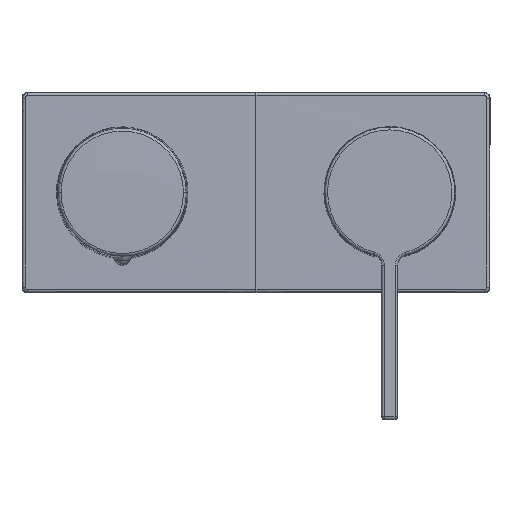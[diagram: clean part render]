
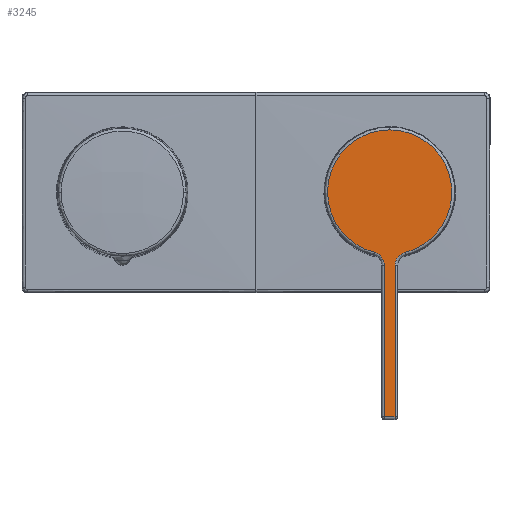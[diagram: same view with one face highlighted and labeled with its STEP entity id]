
A CAD part, top view. The second image highlights one B-rep face of the part: STEP entity #3245.
In plain terms, the highlighted planar face has unit normal (-0.004, 0, 1).
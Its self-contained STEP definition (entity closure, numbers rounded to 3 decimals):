
#62 = ORIENTED_EDGE ( 'NONE', *, *, #1397, .F. ) ;
#109 = CARTESIAN_POINT ( 'NONE',  ( 141.521, -13.322, 97.809 ) ) ;
#142 = EDGE_CURVE ( 'NONE', #3904, #2512, #3361, .T. ) ;
#195 = DIRECTION ( 'NONE',  ( 0., 1., 0. ) ) ;
#208 = CARTESIAN_POINT ( 'NONE',  ( 97.978, -83.984, 97.592 ) ) ;
#222 = CARTESIAN_POINT ( 'NONE',  ( 97.992, -27.303, 97.615 ) ) ;
#244 = DIRECTION ( 'NONE',  ( -1., 0., -0.004 ) ) ;
#419 = AXIS2_PLACEMENT_3D ( 'NONE', #2256, #1077, #3202 ) ;
#427 = CARTESIAN_POINT ( 'NONE',  ( 100.004, 23.316, 97.644 ) ) ;
#438 =( BOUNDED_CURVE ( )  B_SPLINE_CURVE ( 3, ( #3092, #3729, #1003, #1923 ),
 .UNSPECIFIED., .F., .T. ) 
 B_SPLINE_CURVE_WITH_KNOTS ( ( 4, 4 ),
 ( 0., 1. ),
 .UNSPECIFIED. ) 
 CURVE ( )  GEOMETRIC_REPRESENTATION_ITEM ( )  RATIONAL_B_SPLINE_CURVE ( ( 1., 0.86, 0.86, 1. ) ) 
 REPRESENTATION_ITEM ( '' )  );
#615 = VERTEX_POINT ( 'NONE', #222 ) ;
#627 = ORIENTED_EDGE ( 'NONE', *, *, #932, .F. ) ;
#758 = ORIENTED_EDGE ( 'NONE', *, *, #3452, .F. ) ;
#844 = CARTESIAN_POINT ( 'NONE',  ( 105.754, -22.461, 97.65 ) ) ;
#903 = CARTESIAN_POINT ( 'NONE',  ( 97.992, -24.926, 97.616 ) ) ;
#932 = EDGE_CURVE ( 'NONE', #1662, #3878, #1284, .T. ) ;
#1003 = CARTESIAN_POINT ( 'NONE',  ( 101.992, -24.927, 97.633 ) ) ;
#1012 = ORIENTED_EDGE ( 'NONE', *, *, #3522, .F. ) ;
#1023 = CARTESIAN_POINT ( 'NONE',  ( 136.92, 23.306, 97.804 ) ) ;
#1077 = DIRECTION ( 'NONE',  ( 0.004, 0., -1. ) ) ;
#1113 = CARTESIAN_POINT ( 'NONE',  ( 100.004, 23.316, 97.644 ) ) ;
#1119 = CARTESIAN_POINT ( 'NONE',  ( 97.999, 0.066, 97.626 ) ) ;
#1129 = VERTEX_POINT ( 'NONE', #2436 ) ;
#1265 = ORIENTED_EDGE ( 'NONE', *, *, #2662, .F. ) ;
#1284 =( BOUNDED_CURVE ( )  B_SPLINE_CURVE ( 3, ( #427, #1023, #109, #1929 ),
 .UNSPECIFIED., .F., .F. ) 
 B_SPLINE_CURVE_WITH_KNOTS ( ( 4, 4 ),
 ( 0.5, 1. ),
 .UNSPECIFIED. ) 
 CURVE ( )  GEOMETRIC_REPRESENTATION_ITEM ( )  RATIONAL_B_SPLINE_CURVE ( ( 1., 0.417, 0.417, 1. ) ) 
 REPRESENTATION_ITEM ( '' )  );
#1329 = VECTOR ( 'NONE', #244, 1000. ) ;
#1336 = CARTESIAN_POINT ( 'NONE',  ( 100.004, 23.316, 97.644 ) ) ;
#1397 = EDGE_CURVE ( 'NONE', #1129, #1662, #2570, .T. ) ;
#1400 = ORIENTED_EDGE ( 'NONE', *, *, #3638, .F. ) ;
#1435 = CARTESIAN_POINT ( 'NONE',  ( 99.978, -83.984, 97.6 ) ) ;
#1652 = PLANE ( 'NONE',  #419 ) ;
#1662 = VERTEX_POINT ( 'NONE', #1113 ) ;
#1665 = CARTESIAN_POINT ( 'NONE',  ( 94.232, -22.458, 97.6 ) ) ;
#1836 = EDGE_LOOP ( 'NONE', ( #758, #2736, #1400, #627, #62, #1012, #1265 ) ) ;
#1923 = CARTESIAN_POINT ( 'NONE',  ( 101.992, -27.304, 97.632 ) ) ;
#1929 = CARTESIAN_POINT ( 'NONE',  ( 105.754, -22.461, 97.65 ) ) ;
#2094 = LINE ( 'NONE', #1119, #2605 ) ;
#2149 = VECTOR ( 'NONE', #3879, 1000. ) ;
#2256 = CARTESIAN_POINT ( 'NONE',  ( 99.998, 0.066, 97.634 ) ) ;
#2272 = CARTESIAN_POINT ( 'NONE',  ( 63.088, 23.325, 97.483 ) ) ;
#2300 = CARTESIAN_POINT ( 'NONE',  ( 101.992, -27.304, 97.632 ) ) ;
#2431 = CARTESIAN_POINT ( 'NONE',  ( 97.992, -27.303, 97.615 ) ) ;
#2436 = CARTESIAN_POINT ( 'NONE',  ( 94.232, -22.458, 97.6 ) ) ;
#2512 = VERTEX_POINT ( 'NONE', #3067 ) ;
#2570 =( BOUNDED_CURVE ( )  B_SPLINE_CURVE ( 3, ( #1665, #3787, #2272, #1336 ),
 .UNSPECIFIED., .F., .F. ) 
 B_SPLINE_CURVE_WITH_KNOTS ( ( 4, 4 ),
 ( 0., 0.5 ),
 .UNSPECIFIED. ) 
 CURVE ( )  GEOMETRIC_REPRESENTATION_ITEM ( )  RATIONAL_B_SPLINE_CURVE ( ( 1., 0.417, 0.417, 1. ) ) 
 REPRESENTATION_ITEM ( '' )  );
#2605 = VECTOR ( 'NONE', #195, 1000. ) ;
#2662 = EDGE_CURVE ( 'NONE', #3436, #615, #2094, .T. ) ;
#2736 = ORIENTED_EDGE ( 'NONE', *, *, #142, .F. ) ;
#3019 =( BOUNDED_CURVE ( )  B_SPLINE_CURVE ( 3, ( #2431, #903, #3339, #3909 ),
 .UNSPECIFIED., .F., .T. ) 
 B_SPLINE_CURVE_WITH_KNOTS ( ( 4, 4 ),
 ( 0., 1. ),
 .UNSPECIFIED. ) 
 CURVE ( )  GEOMETRIC_REPRESENTATION_ITEM ( )  RATIONAL_B_SPLINE_CURVE ( ( 1., 0.86, 0.86, 1. ) ) 
 REPRESENTATION_ITEM ( '' )  );
#3067 = CARTESIAN_POINT ( 'NONE',  ( 101.978, -83.985, 97.609 ) ) ;
#3092 = CARTESIAN_POINT ( 'NONE',  ( 105.754, -22.461, 97.65 ) ) ;
#3202 = DIRECTION ( 'NONE',  ( 1., 0., 0.004 ) ) ;
#3240 = LINE ( 'NONE', #1435, #1329 ) ;
#3245 = ADVANCED_FACE ( 'NONE', ( #3621 ), #1652, .F. ) ;
#3339 = CARTESIAN_POINT ( 'NONE',  ( 96.535, -23.047, 97.61 ) ) ;
#3361 = LINE ( 'NONE', #3526, #2149 ) ;
#3436 = VERTEX_POINT ( 'NONE', #208 ) ;
#3452 = EDGE_CURVE ( 'NONE', #2512, #3436, #3240, .T. ) ;
#3522 = EDGE_CURVE ( 'NONE', #615, #1129, #3019, .T. ) ;
#3526 = CARTESIAN_POINT ( 'NONE',  ( 101.998, 0.065, 97.643 ) ) ;
#3621 = FACE_OUTER_BOUND ( 'NONE', #1836, .T. ) ;
#3638 = EDGE_CURVE ( 'NONE', #3878, #3904, #438, .T. ) ;
#3729 = CARTESIAN_POINT ( 'NONE',  ( 103.451, -23.049, 97.64 ) ) ;
#3787 = CARTESIAN_POINT ( 'NONE',  ( 58.469, -13.301, 97.449 ) ) ;
#3878 = VERTEX_POINT ( 'NONE', #844 ) ;
#3879 = DIRECTION ( 'NONE',  ( 0., -1., 0. ) ) ;
#3904 = VERTEX_POINT ( 'NONE', #2300 ) ;
#3909 = CARTESIAN_POINT ( 'NONE',  ( 94.232, -22.458, 97.6 ) ) ;
